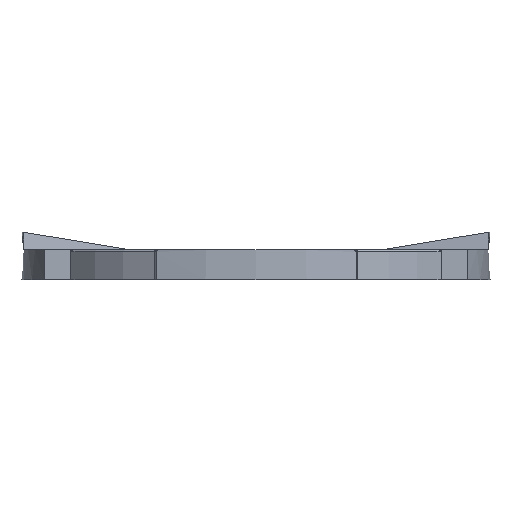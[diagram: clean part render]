
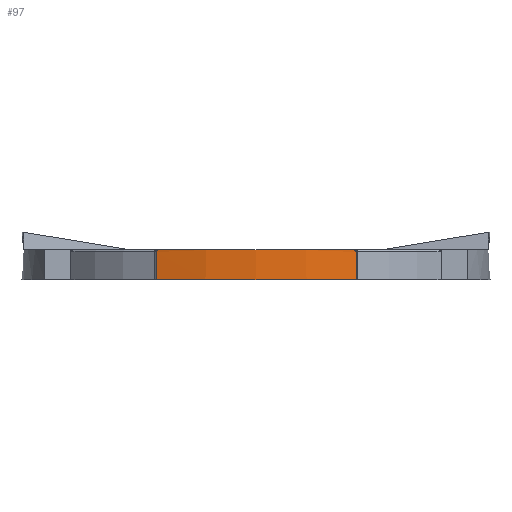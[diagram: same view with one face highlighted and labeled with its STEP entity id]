
A CAD part, left-side view. The second image highlights one B-rep face of the part: STEP entity #97.
In plain terms, the highlighted cylindrical face has radius 16.6 mm (diameter 33.2 mm), a partial arc.
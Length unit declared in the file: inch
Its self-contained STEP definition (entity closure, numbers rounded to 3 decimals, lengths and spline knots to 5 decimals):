
#97=ADVANCED_FACE('',(#253),#254,.T.);
#253=FACE_OUTER_BOUND('',#465,.T.);
#254=CYLINDRICAL_SURFACE('',#466,0.65354);
#465=EDGE_LOOP('',(#724,#725,#726,#727,#728,#729));
#466=AXIS2_PLACEMENT_3D('',#730,#731,#732);
#724=ORIENTED_EDGE('',*,*,#1332,.F.);
#725=ORIENTED_EDGE('',*,*,#1333,.F.);
#726=ORIENTED_EDGE('',*,*,#1334,.F.);
#727=ORIENTED_EDGE('',*,*,#1335,.F.);
#728=ORIENTED_EDGE('',*,*,#1336,.F.);
#729=ORIENTED_EDGE('',*,*,#1280,.F.);
#730=CARTESIAN_POINT('',(0.,0.0,0.02779));
#731=DIRECTION('',(0.,0.,-1.0));
#732=DIRECTION('',(0.,1.0,0.));
#1280=EDGE_CURVE('',#1520,#1521,#1522,.T.);
#1332=EDGE_CURVE('',#1621,#1520,#1622,.T.);
#1333=EDGE_CURVE('',#1623,#1621,#1624,.T.);
#1334=EDGE_CURVE('',#1625,#1623,#1626,.T.);
#1335=EDGE_CURVE('',#1627,#1625,#1628,.T.);
#1336=EDGE_CURVE('',#1521,#1627,#1629,.T.);
#1520=VERTEX_POINT('',#1865);
#1521=VERTEX_POINT('',#1866);
#1522=CIRCLE('',#1867,0.65354);
#1621=VERTEX_POINT('',#2003);
#1622=B_SPLINE_CURVE_WITH_KNOTS('',3,(#2004,#2005,#2006,#2007,#2008,#2009,#2010),.UNSPECIFIED.,.F.,.F.,(4,3,4),(0.0,0.0092,0.01543),.UNSPECIFIED.);
#1623=VERTEX_POINT('',#2011);
#1624=LINE('',#2012,#2013);
#1625=VERTEX_POINT('',#2014);
#1626=CIRCLE('',#2015,0.65354);
#1627=VERTEX_POINT('',#2016);
#1628=LINE('',#2017,#2018);
#1629=B_SPLINE_CURVE_WITH_KNOTS('',3,(#2019,#2020,#2021,#2022,#2023,#2024,#2025),.UNSPECIFIED.,.F.,.F.,(4,3,4),(-0.01543,-0.00587,0.0),.UNSPECIFIED.);
#1865=CARTESIAN_POINT('',(-0.62442,0.19291,0.11834));
#1866=CARTESIAN_POINT('',(-0.62442,-0.19291,0.11834));
#1867=AXIS2_PLACEMENT_3D('',#2328,#2329,#2330);
#2003=CARTESIAN_POINT('',(-0.62319,0.19685,0.11441));
#2004=CARTESIAN_POINT('',(-0.62319,0.19685,0.11441));
#2005=CARTESIAN_POINT('',(-0.62319,0.19685,0.11561));
#2006=CARTESIAN_POINT('',(-0.62339,0.19621,0.11688));
#2007=CARTESIAN_POINT('',(-0.6237,0.19522,0.1176));
#2008=CARTESIAN_POINT('',(-0.62391,0.19455,0.11808));
#2009=CARTESIAN_POINT('',(-0.62418,0.19369,0.11834));
#2010=CARTESIAN_POINT('',(-0.62442,0.19291,0.11834));
#2011=CARTESIAN_POINT('',(-0.62319,0.19685,0.05929));
#2012=CARTESIAN_POINT('',(-0.62319,0.19685,0.02779));
#2013=VECTOR('',#2422,0.3937);
#2014=CARTESIAN_POINT('',(-0.62319,-0.19685,0.05929));
#2015=AXIS2_PLACEMENT_3D('',#2423,#2424,#2425);
#2016=CARTESIAN_POINT('',(-0.62319,-0.19685,0.11441));
#2017=CARTESIAN_POINT('',(-0.62319,-0.19685,0.02779));
#2018=VECTOR('',#2426,0.3937);
#2019=CARTESIAN_POINT('',(-0.62442,-0.19291,0.11834));
#2020=CARTESIAN_POINT('',(-0.62405,-0.19411,0.11834));
#2021=CARTESIAN_POINT('',(-0.62365,-0.1954,0.11772));
#2022=CARTESIAN_POINT('',(-0.62342,-0.19614,0.11667));
#2023=CARTESIAN_POINT('',(-0.62327,-0.19659,0.11602));
#2024=CARTESIAN_POINT('',(-0.62319,-0.19685,0.11518));
#2025=CARTESIAN_POINT('',(-0.62319,-0.19685,0.11441));
#2328=CARTESIAN_POINT('',(0.,0.,0.11834));
#2329=DIRECTION('',(0.,0.,1.0));
#2330=DIRECTION('',(0.,1.0,0.));
#2422=DIRECTION('',(0.,0.,1.0));
#2423=CARTESIAN_POINT('',(0.,0.,0.05929));
#2424=DIRECTION('',(0.,0.,-1.0));
#2425=DIRECTION('',(0.,1.0,0.));
#2426=DIRECTION('',(0.,0.,-1.0));
